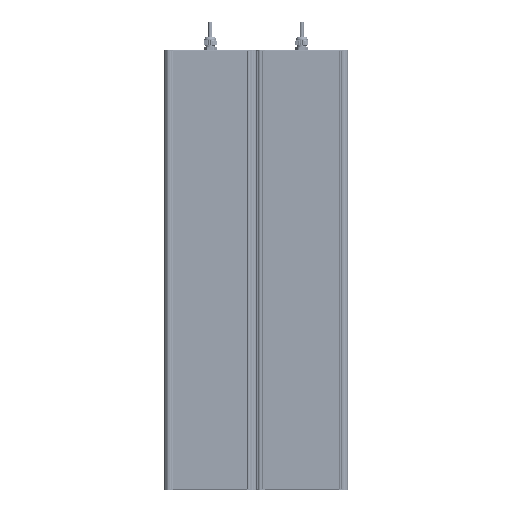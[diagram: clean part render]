
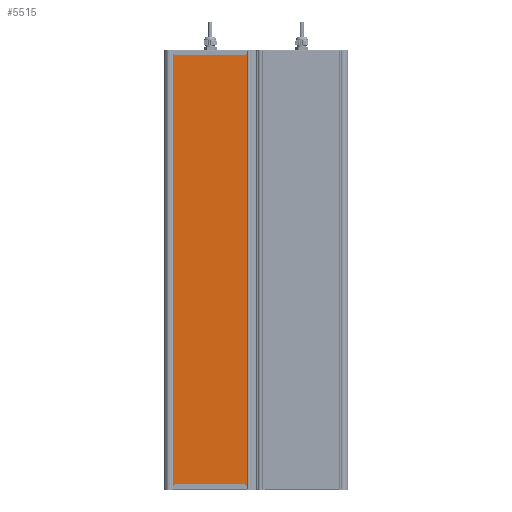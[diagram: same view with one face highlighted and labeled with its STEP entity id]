
A CAD part, front view. The second image highlights one B-rep face of the part: STEP entity #5515.
In plain terms, the highlighted face is planar.
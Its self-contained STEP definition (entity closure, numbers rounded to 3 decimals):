
#5515=ADVANCED_FACE('',(#15946),#15948,.T.);
#15946=FACE_BOUND('',#15947,.T.);
#15947=EDGE_LOOP('',(#49626,#49627,#49628,#49629));
#15948=PLANE('',#15949);
#15949=AXIS2_PLACEMENT_3D('',#15950,#15951,#15952);
#15950=CARTESIAN_POINT('',(2111.497,401.002,-34.582));
#15951=DIRECTION('',(0.,0.,-1.));
#15952=DIRECTION('',(0.,1.,0.));
#49626=ORIENTED_EDGE('',*,*,#59684,.F.);
#49627=ORIENTED_EDGE('',*,*,#59683,.T.);
#49628=ORIENTED_EDGE('',*,*,#59685,.F.);
#49629=ORIENTED_EDGE('',*,*,#59686,.F.);
#59683=EDGE_CURVE('',#67005,#67009,#67011,.T.);
#59684=EDGE_CURVE('',#67005,#67012,#67013,.T.);
#59685=EDGE_CURVE('',#67014,#67009,#67015,.T.);
#59686=EDGE_CURVE('',#67012,#67014,#67016,.T.);
#67005=VERTEX_POINT('',#88649);
#67009=VERTEX_POINT('',#88657);
#67011=LINE('',#88661,#88662);
#67012=VERTEX_POINT('',#88664);
#67013=LINE('',#88665,#88666);
#67014=VERTEX_POINT('',#88668);
#67015=LINE('',#88669,#88670);
#67016=LINE('',#88672,#88673);
#88649=CARTESIAN_POINT('',(2111.497,565.13,-34.582));
#88657=CARTESIAN_POINT('',(3007.497,565.13,-34.582));
#88661=CARTESIAN_POINT('',(2111.497,565.13,-34.582));
#88662=VECTOR('',#88663,1.);
#88663=DIRECTION('',(1.,0.,0.));
#88664=CARTESIAN_POINT('',(2111.497,401.002,-34.582));
#88665=CARTESIAN_POINT('',(2111.497,565.13,-34.582));
#88666=VECTOR('',#88667,1.);
#88667=DIRECTION('',(0.,-1.,0.));
#88668=CARTESIAN_POINT('',(3007.497,401.002,-34.582));
#88669=CARTESIAN_POINT('',(3007.497,401.002,-34.582));
#88670=VECTOR('',#88671,1.);
#88671=DIRECTION('',(0.,1.,0.));
#88672=CARTESIAN_POINT('',(2111.497,401.002,-34.582));
#88673=VECTOR('',#88674,1.);
#88674=DIRECTION('',(1.,0.,0.));
